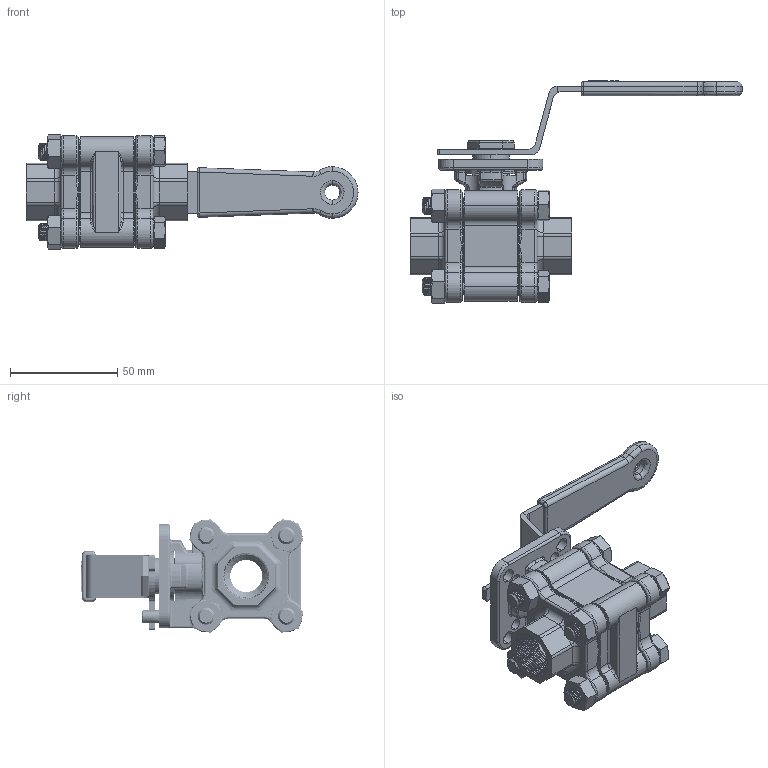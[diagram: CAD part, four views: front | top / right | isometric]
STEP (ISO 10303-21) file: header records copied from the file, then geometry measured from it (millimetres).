
FILE_DESCRIPTION (( 'STEP AP203' ), '1' );
FILE_NAME ('M306-0.50-STEP.STEP', '2023-10-24T17:31:17', ( '' ), ( '' ), 'SwSTEP 2.0', 'SolidWorks 2017', '' );
FILE_SCHEMA (( 'CONFIG_CONTROL_DESIGN' ));
Length unit declared in the file: inch
Products named in the file (20): M8螺帽_1; M306 1-2 軸; M301-3-4-螺帽; M306 1-2 BODY; M301 3-4 掛鎖把手; A306 1-2 大薄片; A306 1-2 球墊; P9; M301-3-4-防鬆華司; M301-3-4-笠華司; M301-3-4-小薄片; M306-0.50-STEP; M301 DN20-環套; M6-8檔桿_2; M301 DN20-螺帽; M301-3-4-環套; M301-3-4-中口; 六角頭螺絲M8-54L; 25.5-6.3; M306 1-2 CAP
Assembly tree (28 placements, depth 2):
  M306-0.50-STEP
    M306 1-2 BODY
    M306 1-2 軸
    M301-3-4-小薄片
    P9
    M301-3-4-中口
    M301-3-4-環套
    M301-3-4-笠華司
    M301-3-4-螺帽
    M301-3-4-防鬆華司
    25.5-6.3
    A306 1-2 大薄片  x2
    A306 1-2 球墊  x2
    M306 1-2 CAP  x2
    六角頭螺絲M8-54L  x4
    M8螺帽_1  x4
    M301 DN20-環套
    M301 3-4 掛鎖把手
    M301 DN20-螺帽
    M6-8檔桿_2
Bounding box: 154.7 x 103.67 x 53.13 mm (x, y, z)
Volume: 107544.8 mm3; surface area: 77156.6 mm2
Topology: 26 solids, 30 shells, 2069 faces, 5471 edges, 3454 vertices
Faces by surface type: cylinder 946, bspline 489, plane 390, cone 244
Entity records: 164854 total; most frequent: CARTESIAN_POINT 131480, ORIENTED_EDGE 7506, DIRECTION 5276, EDGE_CURVE 3757, VERTEX_POINT 2379, AXIS2_PLACEMENT_3D 1956, EDGE_LOOP 1537, ADVANCED_FACE 1435
